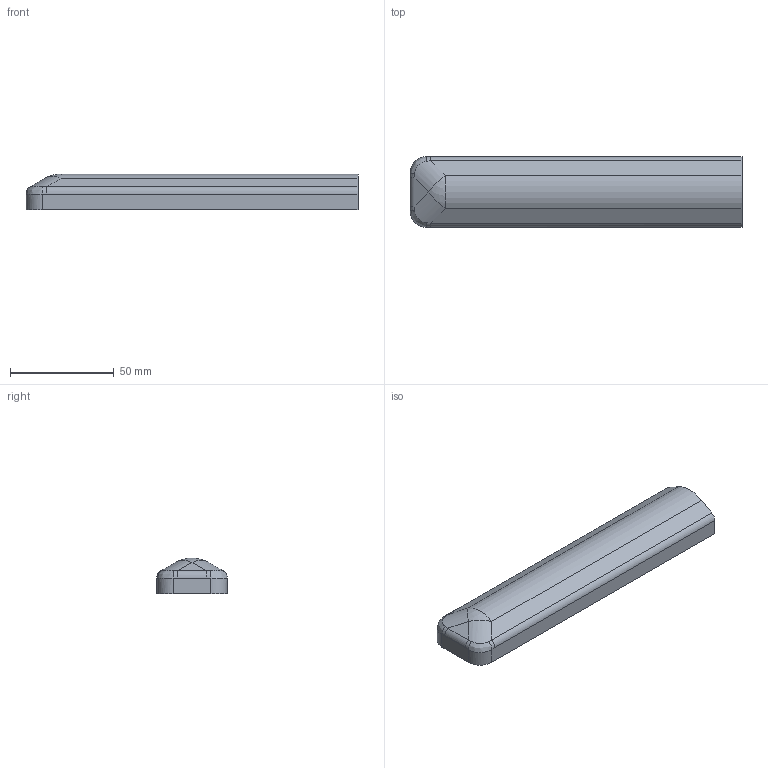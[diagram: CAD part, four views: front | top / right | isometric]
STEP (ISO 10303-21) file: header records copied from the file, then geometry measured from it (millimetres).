
FILE_DESCRIPTION(('FreeCAD Model'),'2;1');
FILE_NAME('Open CASCADE Shape Model','2024-07-26T21:41:05',(''),(''), 'Open CASCADE STEP processor 7.6','FreeCAD','Unknown');
FILE_SCHEMA(('AUTOMOTIVE_DESIGN { 1 0 10303 214 1 1 1 1 }'));
Length unit declared in the file: millimetre
Products named in the file (1): LED-Shade
Bounding box: 160 x 34 x 17.34 mm (x, y, z)
Volume: 20330 mm3; surface area: 20621.6 mm2
Topology: 1 solids, 1 shells, 75 faces, 207 edges, 128 vertices
Faces by surface type: plane 44, cylinder 17, bspline 10, sphere 2, cone 2
Full cylindrical faces by diameter (mm): 2.5 x3
Entity records: 4109 total; most frequent: CARTESIAN_POINT 2305, ORIENTED_EDGE 406, DIRECTION 339, EDGE_CURVE 203, LINE 129, VECTOR 129, VERTEX_POINT 128, AXIS2_PLACEMENT_3D 105
